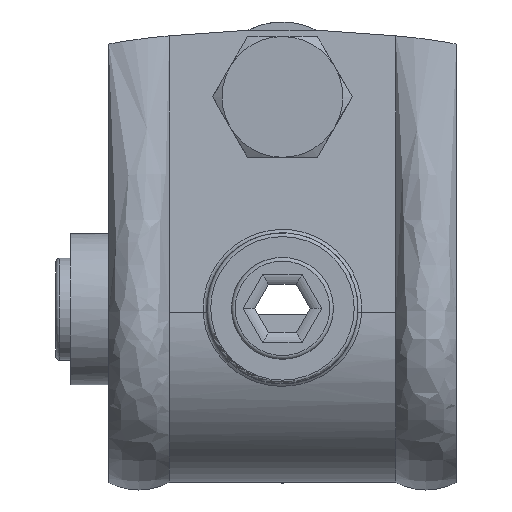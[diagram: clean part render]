
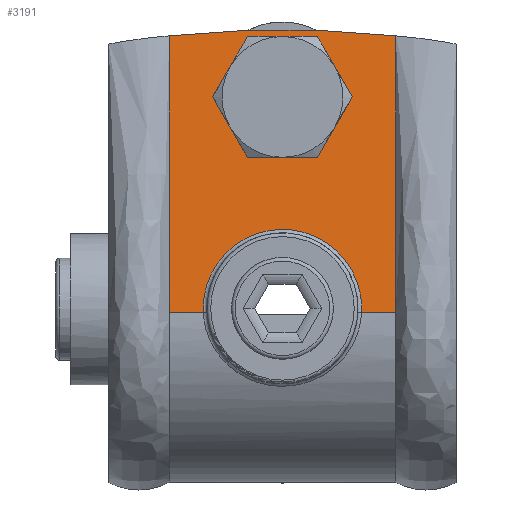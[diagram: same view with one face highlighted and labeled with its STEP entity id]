
A CAD part, top view. The second image highlights one B-rep face of the part: STEP entity #3191.
In plain terms, the highlighted planar face has unit normal (0, 0.07, 0.998).
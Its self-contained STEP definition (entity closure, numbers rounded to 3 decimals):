
#32 = VECTOR ( 'NONE', #3194, 1000. ) ;
#53 = EDGE_CURVE ( 'NONE', #3964, #2390, #1905, .T. ) ;
#100 = CARTESIAN_POINT ( 'NONE',  ( -15., 22.465, 20.949 ) ) ;
#361 = ORIENTED_EDGE ( 'NONE', *, *, #4739, .F. ) ;
#425 = CARTESIAN_POINT ( 'NONE',  ( -6.386, 33.465, 20.18 ) ) ;
#616 = EDGE_LOOP ( 'NONE', ( #1128, #4989, #3468, #361, #1026, #1000 ) ) ;
#710 = CARTESIAN_POINT ( 'NONE',  ( 15., 22.465, 20.949 ) ) ;
#878 = B_SPLINE_CURVE_WITH_KNOTS ( 'NONE', 3,
 ( #4907, #4864, #5791, #3107 ),
 .UNSPECIFIED., .F., .F.,
 ( 4, 4 ),
 ( 0.012, 0.516 ),
 .UNSPECIFIED. ) ;
#886 = DIRECTION ( 'NONE',  ( 0., -0.07, -0.998 ) ) ;
#1000 = ORIENTED_EDGE ( 'NONE', *, *, #53, .F. ) ;
#1026 = ORIENTED_EDGE ( 'NONE', *, *, #4940, .T. ) ;
#1091 = CARTESIAN_POINT ( 'NONE',  ( -15., 59.097, 18.387 ) ) ;
#1128 = ORIENTED_EDGE ( 'NONE', *, *, #2921, .F. ) ;
#1319 = CARTESIAN_POINT ( 'NONE',  ( -14., 44.035, 19.441 ) ) ;
#1336 = CARTESIAN_POINT ( 'NONE',  ( 0., 58.035, 18.462 ) ) ;
#1501 = CARTESIAN_POINT ( 'NONE',  ( 0., 58.035, 18.462 ) ) ;
#1533 = CARTESIAN_POINT ( 'NONE',  ( -15., 22.465, 20.949 ) ) ;
#1749 = CARTESIAN_POINT ( 'NONE',  ( 0., 58.035, 18.462 ) ) ;
#1783 = CARTESIAN_POINT ( 'NONE',  ( -14., 58.035, 18.462 ) ) ;
#1824 = CARTESIAN_POINT ( 'NONE',  ( 0., 33.465, 20.18 ) ) ;
#1845 = VERTEX_POINT ( 'NONE', #1533 ) ;
#1848 = DIRECTION ( 'NONE',  ( -1., 0., 0. ) ) ;
#1905 = LINE ( 'NONE', #4588, #32 ) ;
#2079 = DIRECTION ( 'NONE',  ( 0., 0.07, 0.998 ) ) ;
#2097 = DIRECTION ( 'NONE',  ( 0., 0.998, -0.07 ) ) ;
#2147 = LINE ( 'NONE', #4939, #2348 ) ;
#2288 = CARTESIAN_POINT ( 'NONE',  ( 6.386, 33.465, 20.18 ) ) ;
#2348 = VECTOR ( 'NONE', #1848, 1000. ) ;
#2390 = VERTEX_POINT ( 'NONE', #2558 ) ;
#2449 = EDGE_CURVE ( 'NONE', #3891, #3891, #5513, .T. ) ;
#2555 = EDGE_LOOP ( 'NONE', ( #4187 ) ) ;
#2558 = CARTESIAN_POINT ( 'NONE',  ( 10.488, 22.465, 20.949 ) ) ;
#2679 = CARTESIAN_POINT ( 'NONE',  ( -10.792, 28.843, 20.503 ) ) ;
#2693 = PLANE ( 'NONE',  #5691 ) ;
#2737 = CARTESIAN_POINT ( 'NONE',  ( 15., 59.097, 18.387 ) ) ;
#2809 = CARTESIAN_POINT ( 'NONE',  ( -15., 46.886, 19.241 ) ) ;
#2912 = CARTESIAN_POINT ( 'NONE',  ( 14., 44.035, 19.441 ) ) ;
#2921 = EDGE_CURVE ( 'NONE', #4919, #3964, #878, .T. ) ;
#3107 = CARTESIAN_POINT ( 'NONE',  ( 15., 22.465, 20.949 ) ) ;
#3133 = DIRECTION ( 'NONE',  ( 0., 0.998, -0.07 ) ) ;
#3143 = CARTESIAN_POINT ( 'NONE',  ( -10.488, 22.465, 20.949 ) ) ;
#3191 = ADVANCED_FACE ( 'NONE', ( #5499, #4958 ), #2693, .F. ) ;
#3194 = DIRECTION ( 'NONE',  ( -1., 0., 0. ) ) ;
#3357 = CARTESIAN_POINT ( 'NONE',  ( -15., 59.097, 18.387 ) ) ;
#3468 = ORIENTED_EDGE ( 'NONE', *, *, #3873, .T. ) ;
#3640 = CARTESIAN_POINT ( 'NONE',  ( 23., 60., 18.324 ) ) ;
#3841 = CARTESIAN_POINT ( 'NONE',  ( 0., -79.919, 28.108 ) ) ;
#3873 = EDGE_CURVE ( 'NONE', #4087, #1845, #5030, .T. ) ;
#3882 =( BOUNDED_CURVE ( )  B_SPLINE_CURVE ( 3, ( #3143, #2679, #425, #1824, #2288, #5441, #4955 ),
 .UNSPECIFIED., .F., .T. ) 
 B_SPLINE_CURVE_WITH_KNOTS ( ( 4, 3, 4 ),
 ( 4.665, 6.283, 7.902 ),
 .UNSPECIFIED. ) 
 CURVE ( )  GEOMETRIC_REPRESENTATION_ITEM ( )  RATIONAL_B_SPLINE_CURVE ( ( 1., 0.793, 0.793, 1., 0.793, 0.793, 1. ) ) 
 REPRESENTATION_ITEM ( '' )  );
#3891 = VERTEX_POINT ( 'NONE', #1501 ) ;
#3952 = EDGE_CURVE ( 'NONE', #4919, #4087, #5078, .T. ) ;
#3964 = VERTEX_POINT ( 'NONE', #710 ) ;
#4087 = VERTEX_POINT ( 'NONE', #3357 ) ;
#4187 = ORIENTED_EDGE ( 'NONE', *, *, #2449, .T. ) ;
#4223 = CARTESIAN_POINT ( 'NONE',  ( -15., 34.676, 20.095 ) ) ;
#4319 = CARTESIAN_POINT ( 'NONE',  ( -10.488, 22.465, 20.949 ) ) ;
#4409 = AXIS2_PLACEMENT_3D ( 'NONE', #3841, #2079, #2097 ) ;
#4487 = CARTESIAN_POINT ( 'NONE',  ( 0., 44.035, 19.441 ) ) ;
#4507 = VERTEX_POINT ( 'NONE', #4319 ) ;
#4588 = CARTESIAN_POINT ( 'NONE',  ( 23., 22.465, 20.949 ) ) ;
#4739 = EDGE_CURVE ( 'NONE', #4507, #1845, #2147, .T. ) ;
#4864 = CARTESIAN_POINT ( 'NONE',  ( 15., 46.886, 19.241 ) ) ;
#4907 = CARTESIAN_POINT ( 'NONE',  ( 15., 59.097, 18.387 ) ) ;
#4919 = VERTEX_POINT ( 'NONE', #2737 ) ;
#4939 = CARTESIAN_POINT ( 'NONE',  ( 23., 22.465, 20.949 ) ) ;
#4940 = EDGE_CURVE ( 'NONE', #4507, #2390, #3882, .T. ) ;
#4955 = CARTESIAN_POINT ( 'NONE',  ( 10.488, 22.465, 20.949 ) ) ;
#4958 = FACE_OUTER_BOUND ( 'NONE', #616, .T. ) ;
#4989 = ORIENTED_EDGE ( 'NONE', *, *, #3952, .T. ) ;
#5009 = CARTESIAN_POINT ( 'NONE',  ( 14., 58.035, 18.462 ) ) ;
#5030 = B_SPLINE_CURVE_WITH_KNOTS ( 'NONE', 3,
 ( #1091, #2809, #4223, #100 ),
 .UNSPECIFIED., .F., .F.,
 ( 4, 4 ),
 ( 0.012, 0.516 ),
 .UNSPECIFIED. ) ;
#5078 = CIRCLE ( 'NONE', #4409, 140.161 ) ;
#5441 = CARTESIAN_POINT ( 'NONE',  ( 10.792, 28.843, 20.503 ) ) ;
#5499 = FACE_BOUND ( 'NONE', #2555, .T. ) ;
#5513 =( BOUNDED_CURVE ( )  B_SPLINE_CURVE ( 3, ( #1336, #5009, #2912, #4487, #1319, #1783, #1749 ),
 .UNSPECIFIED., .T., .T. ) 
 B_SPLINE_CURVE_WITH_KNOTS ( ( 4, 3, 4 ),
 ( 0., 3.142, 6.283 ),
 .UNSPECIFIED. ) 
 CURVE ( )  GEOMETRIC_REPRESENTATION_ITEM ( )  RATIONAL_B_SPLINE_CURVE ( ( 1., 0.333, 0.333, 1., 0.333, 0.333, 1. ) ) 
 REPRESENTATION_ITEM ( '' )  );
#5691 = AXIS2_PLACEMENT_3D ( 'NONE', #3640, #886, #3133 ) ;
#5791 = CARTESIAN_POINT ( 'NONE',  ( 15., 34.676, 20.095 ) ) ;
